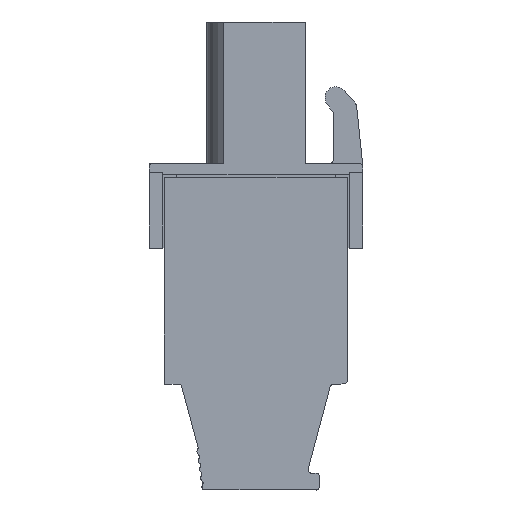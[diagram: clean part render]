
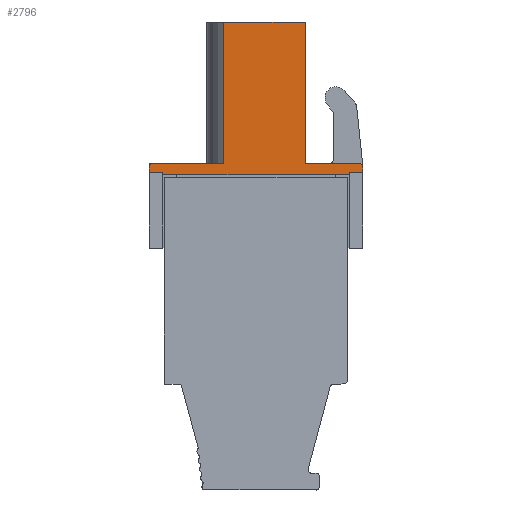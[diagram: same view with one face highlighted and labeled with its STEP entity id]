
A CAD part, left-side view. The second image highlights one B-rep face of the part: STEP entity #2796.
In plain terms, the highlighted planar face has unit normal (-1, 0, 0).
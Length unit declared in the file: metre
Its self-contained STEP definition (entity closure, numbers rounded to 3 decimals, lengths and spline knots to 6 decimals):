
#2796=ADVANCED_FACE('',(#6006),#6007,.T.);
#6006=FACE_OUTER_BOUND('',#9420,.T.);
#6007=PLANE('',#9421);
#9420=EDGE_LOOP('',(#17429,#17430,#17431,#17432,#17433,#17434,#17435,#17436,#17437,#17438,#17439,#17440,#17441,#17442,#17443));
#9421=AXIS2_PLACEMENT_3D('',#17444,#17445,#17446);
#17429=ORIENTED_EDGE('',*,*,#21777,.F.);
#17430=ORIENTED_EDGE('',*,*,#19270,.F.);
#17431=ORIENTED_EDGE('',*,*,#21962,.F.);
#17432=ORIENTED_EDGE('',*,*,#20099,.T.);
#17433=ORIENTED_EDGE('',*,*,#20301,.T.);
#17434=ORIENTED_EDGE('',*,*,#20274,.T.);
#17435=ORIENTED_EDGE('',*,*,#19286,.F.);
#17436=ORIENTED_EDGE('',*,*,#21840,.T.);
#17437=ORIENTED_EDGE('',*,*,#19254,.T.);
#17438=ORIENTED_EDGE('',*,*,#19226,.F.);
#17439=ORIENTED_EDGE('',*,*,#19192,.F.);
#17440=ORIENTED_EDGE('',*,*,#19217,.F.);
#17441=ORIENTED_EDGE('',*,*,#21963,.T.);
#17442=ORIENTED_EDGE('',*,*,#21742,.T.);
#17443=ORIENTED_EDGE('',*,*,#21774,.T.);
#17444=CARTESIAN_POINT('',(-0.036948,-0.030011,-0.068609));
#17445=DIRECTION('',(-1.0,0.,0.));
#17446=DIRECTION('',(0.,0.,-1.0));
#19192=EDGE_CURVE('',#22799,#22800,#22801,.T.);
#19217=EDGE_CURVE('',#22845,#22799,#22847,.F.);
#19226=EDGE_CURVE('',#22800,#22861,#22862,.F.);
#19254=EDGE_CURVE('',#22905,#22861,#22906,.T.);
#19270=EDGE_CURVE('',#22932,#22934,#22935,.F.);
#19286=EDGE_CURVE('',#22960,#22962,#22963,.T.);
#20099=EDGE_CURVE('',#24275,#24273,#24276,.T.);
#20274=EDGE_CURVE('',#24550,#22962,#24551,.T.);
#20301=EDGE_CURVE('',#24273,#24550,#24591,.T.);
#21742=EDGE_CURVE('',#26604,#26602,#26605,.T.);
#21774=EDGE_CURVE('',#26602,#26641,#26643,.T.);
#21777=EDGE_CURVE('',#22934,#26641,#26647,.T.);
#21840=EDGE_CURVE('',#22960,#22905,#26737,.T.);
#21962=EDGE_CURVE('',#24275,#22932,#26881,.T.);
#21963=EDGE_CURVE('',#22845,#26604,#26882,.T.);
#22799=VERTEX_POINT('',#28087);
#22800=VERTEX_POINT('',#28088);
#22801=LINE('',#28089,#28090);
#22845=VERTEX_POINT('',#28150);
#22847=LINE('',#28153,#28154);
#22861=VERTEX_POINT('',#28174);
#22862=LINE('',#28175,#28176);
#22905=VERTEX_POINT('',#28239);
#22906=LINE('',#28240,#28241);
#22932=VERTEX_POINT('',#28274);
#22934=VERTEX_POINT('',#28277);
#22935=CIRCLE('',#28278,0.000199);
#22960=VERTEX_POINT('',#28327);
#22962=VERTEX_POINT('',#28330);
#22963=LINE('',#28331,#28332);
#24273=VERTEX_POINT('',#30391);
#24275=VERTEX_POINT('',#30394);
#24276=LINE('',#30395,#30396);
#24550=VERTEX_POINT('',#30773);
#24551=LINE('',#30774,#30775);
#24591=LINE('',#30828,#30829);
#26602=VERTEX_POINT('',#33662);
#26604=VERTEX_POINT('',#33665);
#26605=LINE('',#33666,#33667);
#26641=VERTEX_POINT('',#33726);
#26643=LINE('',#33729,#33730);
#26647=LINE('',#33735,#33736);
#26737=LINE('',#33865,#33866);
#26881=LINE('',#34077,#34078);
#26882=LINE('',#34079,#34080);
#28087=CARTESIAN_POINT('',(-0.036948,-0.035526,-0.064273));
#28088=CARTESIAN_POINT('',(-0.036948,-0.024551,-0.064273));
#28089=CARTESIAN_POINT('',(-0.036948,-0.030011,-0.064273));
#28090=VECTOR('',#35112,1.0);
#28150=CARTESIAN_POINT('',(-0.036948,-0.035526,-0.064142));
#28153=CARTESIAN_POINT('',(-0.036948,-0.035526,-0.068609));
#28154=VECTOR('',#35145,1.0);
#28174=CARTESIAN_POINT('',(-0.036948,-0.024551,-0.064142));
#28175=CARTESIAN_POINT('',(-0.036948,-0.024551,-0.068609));
#28176=VECTOR('',#35152,1.0);
#28239=CARTESIAN_POINT('',(-0.036948,-0.023743,-0.064142));
#28240=CARTESIAN_POINT('',(-0.036948,-0.006217,-0.064142));
#28241=VECTOR('',#35173,1.0);
#28274=CARTESIAN_POINT('',(-0.036948,-0.036128,-0.063616));
#28277=CARTESIAN_POINT('',(-0.036948,-0.036327,-0.063815));
#28278=AXIS2_PLACEMENT_3D('',#35197,#35198,#35199);
#28327=CARTESIAN_POINT('',(-0.036948,-0.023743,-0.063616));
#28330=CARTESIAN_POINT('',(-0.036948,-0.028137,-0.063616));
#28331=CARTESIAN_POINT('',(-0.036948,-0.030011,-0.063616));
#28332=VECTOR('',#35214,1.0);
#30391=CARTESIAN_POINT('',(-0.036948,-0.032937,-0.05527));
#30394=CARTESIAN_POINT('',(-0.036948,-0.032937,-0.063616));
#30395=CARTESIAN_POINT('',(-0.036948,-0.032937,-0.068609));
#30396=VECTOR('',#35951,1.0);
#30773=CARTESIAN_POINT('',(-0.036948,-0.028137,-0.05527));
#30774=CARTESIAN_POINT('',(-0.036948,-0.028137,-0.068609));
#30775=VECTOR('',#36112,1.0);
#30828=CARTESIAN_POINT('',(-0.036948,-0.030011,-0.05527));
#30829=VECTOR('',#36138,1.0);
#33662=CARTESIAN_POINT('',(-0.036948,-0.036333,-0.064142));
#33665=CARTESIAN_POINT('',(-0.036948,-0.036333,-0.064142));
#33666=CARTESIAN_POINT('',(-0.036948,-0.036333,-0.068609));
#33667=VECTOR('',#37487,1.0);
#33726=CARTESIAN_POINT('',(-0.036948,-0.036327,-0.064142));
#33729=CARTESIAN_POINT('',(-0.036948,-0.030011,-0.064142));
#33730=VECTOR('',#37512,1.0);
#33735=CARTESIAN_POINT('',(-0.036948,-0.036327,-0.068609));
#33736=VECTOR('',#37514,1.0);
#33865=CARTESIAN_POINT('',(-0.036948,-0.023743,-0.068609));
#33866=VECTOR('',#37583,1.0);
#34077=CARTESIAN_POINT('',(-0.036948,-0.030011,-0.063616));
#34078=VECTOR('',#37678,1.0);
#34079=CARTESIAN_POINT('',(-0.036948,-0.006217,-0.064142));
#34080=VECTOR('',#37679,1.0);
#35112=DIRECTION('',(0.,1.0,0.));
#35145=DIRECTION('',(0.,0.,1.0));
#35152=DIRECTION('',(0.,0.,-1.0));
#35173=DIRECTION('',(0.,-1.0,0.));
#35197=CARTESIAN_POINT('',(-0.036948,-0.036128,-0.063815));
#35198=DIRECTION('',(-1.0,0.,0.));
#35199=DIRECTION('',(0.,0.0,1.0));
#35214=DIRECTION('',(0.,-1.0,0.));
#35951=DIRECTION('',(0.,0.,1.0));
#36112=DIRECTION('',(0.,0.,-1.0));
#36138=DIRECTION('',(0.,1.0,0.));
#37487=DIRECTION('',(0.,0.,1.0));
#37512=DIRECTION('',(0.,1.0,0.));
#37514=DIRECTION('',(0.,0.,-1.0));
#37583=DIRECTION('',(0.,0.,-1.0));
#37678=DIRECTION('',(0.,-1.0,0.));
#37679=DIRECTION('',(0.,-1.0,0.));
